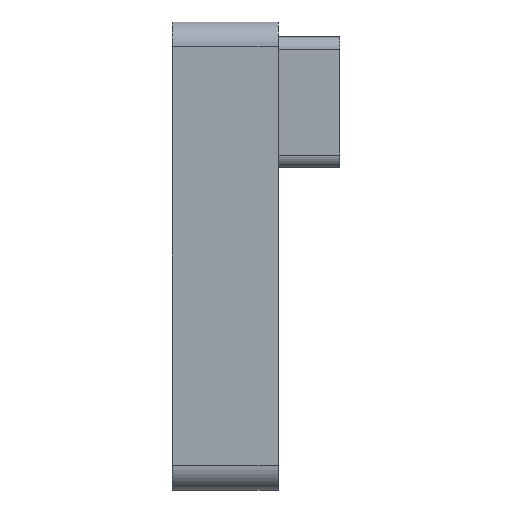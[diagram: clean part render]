
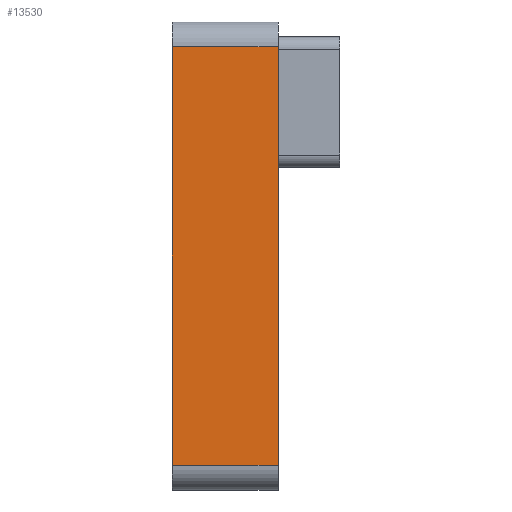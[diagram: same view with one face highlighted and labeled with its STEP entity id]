
A CAD part, front view. The second image highlights one B-rep face of the part: STEP entity #13530.
In plain terms, the highlighted planar face has unit normal (0, -1, 0).
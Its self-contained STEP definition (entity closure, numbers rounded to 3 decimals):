
#581 = ORIENTED_EDGE ( 'NONE', *, *, #10215, .T. ) ;
#625 = EDGE_CURVE ( 'NONE', #19416, #3530, #1539, .T. ) ;
#1061 = DIRECTION ( 'NONE',  ( 0., 0., 1. ) ) ;
#1539 = LINE ( 'NONE', #3181, #9275 ) ;
#1781 = CARTESIAN_POINT ( 'NONE',  ( 2.15, -15.5, 8.5 ) ) ;
#3085 = FACE_OUTER_BOUND ( 'NONE', #19347, .T. ) ;
#3181 = CARTESIAN_POINT ( 'NONE',  ( 2.15, -15.5, 8.5 ) ) ;
#3530 = VERTEX_POINT ( 'NONE', #15999 ) ;
#4302 = VECTOR ( 'NONE', #15700, 1000. ) ;
#4314 = AXIS2_PLACEMENT_3D ( 'NONE', #12556, #5897, #1061 ) ;
#4576 = LINE ( 'NONE', #20047, #4302 ) ;
#4868 = DIRECTION ( 'NONE',  ( -1., 0., 0. ) ) ;
#5897 = DIRECTION ( 'NONE',  ( 0., 1., 0. ) ) ;
#7780 = VECTOR ( 'NONE', #10004, 1000. ) ;
#8001 = DIRECTION ( 'NONE',  ( 0., 0., -1. ) ) ;
#9275 = VECTOR ( 'NONE', #8001, 1000. ) ;
#9846 = VECTOR ( 'NONE', #4868, 1000. ) ;
#9868 = CARTESIAN_POINT ( 'NONE',  ( 2.15, -15.5, 8.5 ) ) ;
#10004 = DIRECTION ( 'NONE',  ( -1., 0., 0. ) ) ;
#10215 = EDGE_CURVE ( 'NONE', #19416, #17621, #20701, .T. ) ;
#10917 = EDGE_CURVE ( 'NONE', #3530, #16160, #11139, .T. ) ;
#11139 = LINE ( 'NONE', #18368, #9846 ) ;
#11177 = PLANE ( 'NONE',  #4314 ) ;
#12103 = ORIENTED_EDGE ( 'NONE', *, *, #625, .F. ) ;
#12556 = CARTESIAN_POINT ( 'NONE',  ( 2.15, -15.5, 8.5 ) ) ;
#12743 = CARTESIAN_POINT ( 'NONE',  ( -2.15, -15.5, -8.5 ) ) ;
#13530 = ADVANCED_FACE ( 'NONE', ( #3085 ), #11177, .F. ) ;
#15700 = DIRECTION ( 'NONE',  ( 0., 0., -1. ) ) ;
#15999 = CARTESIAN_POINT ( 'NONE',  ( 2.15, -15.5, -8.5 ) ) ;
#16160 = VERTEX_POINT ( 'NONE', #12743 ) ;
#16377 = ORIENTED_EDGE ( 'NONE', *, *, #10917, .F. ) ;
#16619 = CARTESIAN_POINT ( 'NONE',  ( -2.15, -15.5, 8.5 ) ) ;
#17621 = VERTEX_POINT ( 'NONE', #16619 ) ;
#18368 = CARTESIAN_POINT ( 'NONE',  ( 2.15, -15.5, -8.5 ) ) ;
#19347 = EDGE_LOOP ( 'NONE', ( #20332, #16377, #12103, #581 ) ) ;
#19416 = VERTEX_POINT ( 'NONE', #1781 ) ;
#19551 = EDGE_CURVE ( 'NONE', #17621, #16160, #4576, .T. ) ;
#20047 = CARTESIAN_POINT ( 'NONE',  ( -2.15, -15.5, 8.5 ) ) ;
#20332 = ORIENTED_EDGE ( 'NONE', *, *, #19551, .T. ) ;
#20701 = LINE ( 'NONE', #9868, #7780 ) ;
